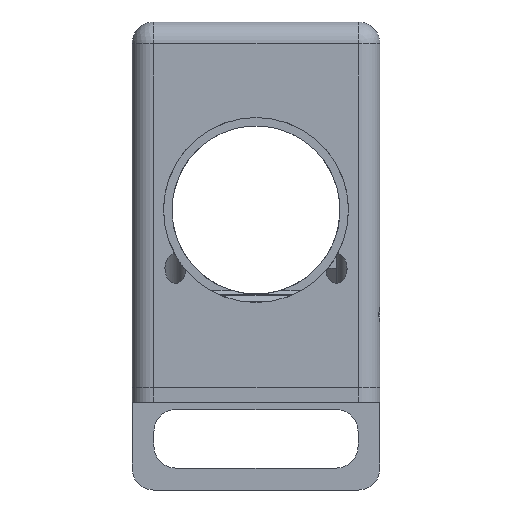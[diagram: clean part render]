
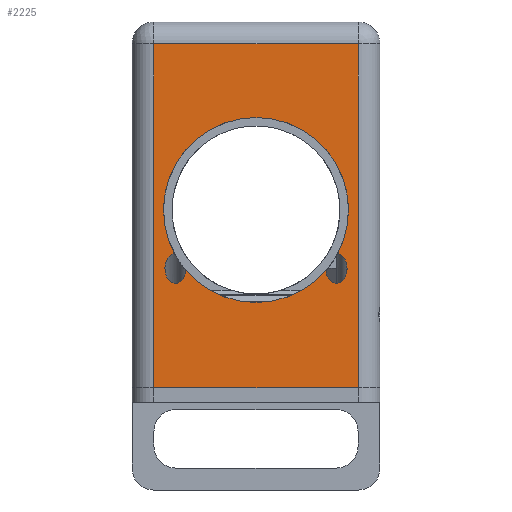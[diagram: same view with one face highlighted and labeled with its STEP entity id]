
A CAD part, left-side view. The second image highlights one B-rep face of the part: STEP entity #2225.
In plain terms, the highlighted planar face has unit normal (-1, 0, 0).
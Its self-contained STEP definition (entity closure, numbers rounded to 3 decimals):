
#19=FACE_BOUND('',#246,.T.);
#58=ELLIPSE('',#2369,2.051,1.45);
#59=ELLIPSE('',#2374,2.051,1.45);
#137=FACE_OUTER_BOUND('',#245,.T.);
#245=EDGE_LOOP('',(#1485,#1486,#1487,#1488));
#246=EDGE_LOOP('',(#1489,#1490,#1491,#1492,#1493));
#360=CIRCLE('',#2362,12.65);
#362=CIRCLE('',#2365,12.65);
#363=CIRCLE('',#2366,12.65);
#459=LINE('',#3395,#659);
#460=LINE('',#3397,#660);
#461=LINE('',#3399,#661);
#462=LINE('',#3400,#662);
#659=VECTOR('',#2656,10.);
#660=VECTOR('',#2657,10.);
#661=VECTOR('',#2658,10.);
#662=VECTOR('',#2659,10.);
#859=VERTEX_POINT('',#3306);
#860=VERTEX_POINT('',#3308);
#865=VERTEX_POINT('',#3321);
#866=VERTEX_POINT('',#3326);
#868=VERTEX_POINT('',#3333);
#877=VERTEX_POINT('',#3393);
#878=VERTEX_POINT('',#3394);
#879=VERTEX_POINT('',#3396);
#880=VERTEX_POINT('',#3398);
#1098=EDGE_CURVE('',#860,#859,#360,.T.);
#1104=EDGE_CURVE('',#866,#865,#362,.T.);
#1107=EDGE_CURVE('',#859,#868,#363,.T.);
#1112=EDGE_CURVE('',#865,#860,#58,.T.);
#1119=EDGE_CURVE('',#877,#878,#459,.T.);
#1120=EDGE_CURVE('',#879,#877,#460,.T.);
#1121=EDGE_CURVE('',#880,#879,#461,.T.);
#1122=EDGE_CURVE('',#878,#880,#462,.T.);
#1123=EDGE_CURVE('',#868,#866,#59,.T.);
#1485=ORIENTED_EDGE('',*,*,#1119,.F.);
#1486=ORIENTED_EDGE('',*,*,#1120,.F.);
#1487=ORIENTED_EDGE('',*,*,#1121,.F.);
#1488=ORIENTED_EDGE('',*,*,#1122,.F.);
#1489=ORIENTED_EDGE('',*,*,#1098,.T.);
#1490=ORIENTED_EDGE('',*,*,#1107,.T.);
#1491=ORIENTED_EDGE('',*,*,#1123,.T.);
#1492=ORIENTED_EDGE('',*,*,#1104,.T.);
#1493=ORIENTED_EDGE('',*,*,#1112,.T.);
#2158=PLANE('',#2373);
#2225=ADVANCED_FACE('',(#137,#19),#2158,.T.);
#2362=AXIS2_PLACEMENT_3D('',#3309,#2625,#2626);
#2365=AXIS2_PLACEMENT_3D('',#3327,#2632,#2633);
#2366=AXIS2_PLACEMENT_3D('',#3353,#2634,#2635);
#2369=AXIS2_PLACEMENT_3D('',#3363,#2644,#2645);
#2373=AXIS2_PLACEMENT_3D('',#3392,#2654,#2655);
#2374=AXIS2_PLACEMENT_3D('',#3401,#2660,#2661);
#2625=DIRECTION('center_axis',(1.,0.,0.));
#2626=DIRECTION('ref_axis',(0.,0.,1.));
#2632=DIRECTION('center_axis',(1.,0.,0.));
#2633=DIRECTION('ref_axis',(0.,0.,1.));
#2634=DIRECTION('center_axis',(1.,0.,0.));
#2635=DIRECTION('ref_axis',(0.,0.,1.));
#2644=DIRECTION('center_axis',(1.,0.,0.));
#2645=DIRECTION('ref_axis',(0.,0.,-1.));
#2654=DIRECTION('center_axis',(-1.,0.,0.));
#2655=DIRECTION('ref_axis',(0.,-1.,0.));
#2656=DIRECTION('',(0.,0.,1.));
#2657=DIRECTION('',(0.,1.,0.));
#2658=DIRECTION('',(0.,0.,-1.));
#2659=DIRECTION('',(0.,-1.,0.));
#2660=DIRECTION('center_axis',(1.,0.,0.));
#2661=DIRECTION('ref_axis',(0.,0.,-1.));
#3306=CARTESIAN_POINT('',(-4.546,-63.789,-13.358));
#3308=CARTESIAN_POINT('',(-4.546,-73.353,-8.988));
#3309=CARTESIAN_POINT('Origin',(-4.546,-63.789,-0.708));
#3321=CARTESIAN_POINT('',(-4.546,-74.948,-6.665));
#3326=CARTESIAN_POINT('',(-4.546,-52.629,-6.665));
#3327=CARTESIAN_POINT('Origin',(-4.546,-63.789,-0.708));
#3333=CARTESIAN_POINT('',(-4.546,-54.224,-8.988));
#3353=CARTESIAN_POINT('Origin',(-4.546,-63.789,-0.708));
#3363=CARTESIAN_POINT('Origin',(-4.546,-74.789,-8.703));
#3392=CARTESIAN_POINT('Origin',(-4.546,-46.839,0.));
#3393=CARTESIAN_POINT('',(-4.546,-49.839,-25.));
#3394=CARTESIAN_POINT('',(-4.546,-49.839,22.));
#3395=CARTESIAN_POINT('',(-4.546,-49.839,0.));
#3396=CARTESIAN_POINT('',(-4.546,-77.739,-25.));
#3397=CARTESIAN_POINT('',(-4.546,-46.839,-25.));
#3398=CARTESIAN_POINT('',(-4.546,-77.739,22.));
#3399=CARTESIAN_POINT('',(-4.546,-77.739,0.));
#3400=CARTESIAN_POINT('',(-4.546,-55.314,22.));
#3401=CARTESIAN_POINT('Origin',(-4.546,-52.789,-8.703));
